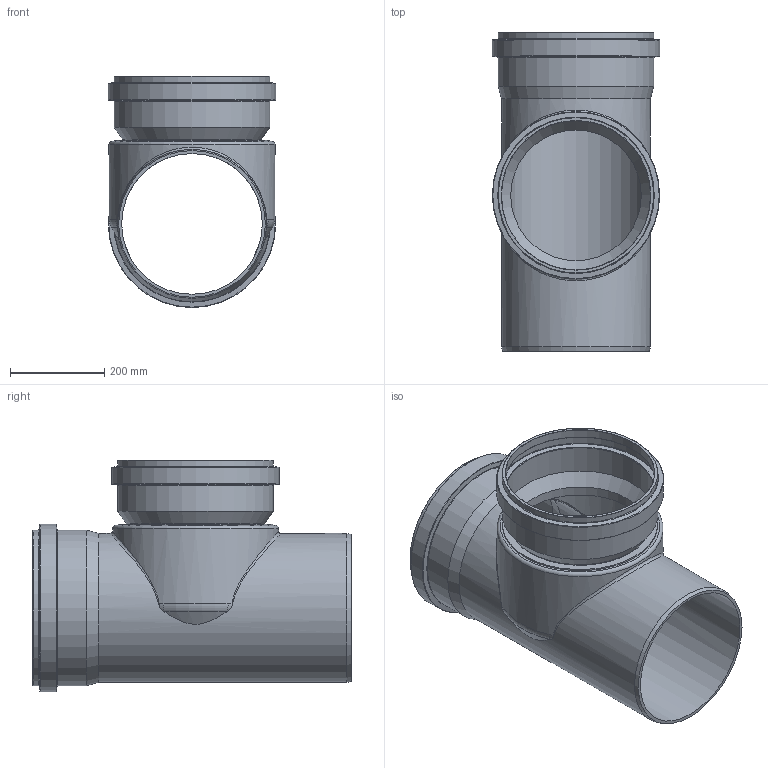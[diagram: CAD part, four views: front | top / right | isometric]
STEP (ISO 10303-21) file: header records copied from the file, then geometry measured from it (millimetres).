
FILE_DESCRIPTION(/* description */ (''),/* implementation_level */ '2;1');
FILE_NAME(/* name */ '225400 KGEA Abzweig DN_OD 315_315_87°.stp',/* time_stamp */ '2017-05-03T10:38:08+02:00',/* author */ ('user1'),/* organization */ (''),/* preprocessor_version */ 'ST-DEVELOPER v16.1',/* originating_system */ 'Autodesk Inventor 2016',/* authorisation */ '');
FILE_SCHEMA (('AUTOMOTIVE_DESIGN { 1 0 10303 214 3 1 1 }'));
Length unit declared in the file: millimetre
Products named in the file (4): 225400 KGEA Abzweig DN_OD 315_315_87°; 225400 KGEA Abzweig DN_OD 315_315_87° Dichtung; 225400 KGEA Abzweig DN_OD 315_315_87° Abzweig; 225400 KGEA Abzweig DN_OD 315_315_87°_1
Assembly tree (3 placements, depth 2):
  225400 KGEA Abzweig DN_OD 315_315_87°_1
    225400 KGEA Abzweig DN_OD 315_315_87°
    225400 KGEA Abzweig DN_OD 315_315_87° Dichtung
    225400 KGEA Abzweig DN_OD 315_315_87° Abzweig
Bounding box: 354.7 x 675 x 490 mm (x, y, z)
Volume: 7085617.8 mm3; surface area: 1871085.5 mm2
Topology: 3 solids, 3 shells, 100 faces, 208 edges, 115 vertices
Faces by surface type: torus 30, cylinder 25, bspline 16, cone 16, plane 13
Full cylindrical faces by diameter (mm): 277 x1, 293 x2, 298.2 x1, 303 x2, 315.6 x1, 316 x2, 316.3 x4, 328 x2, 329.8 x2, 330.1 x2, 336 x1, 340.9 x2, 352 x1, 354.7 x2
Entity records: 4389 total; most frequent: CARTESIAN_POINT 2543, DIRECTION 372, ORIENTED_EDGE 270, AXIS2_PLACEMENT_3D 186, EDGE_LOOP 178, EDGE_CURVE 135, VERTEX_POINT 111, FACE_OUTER_BOUND 100
